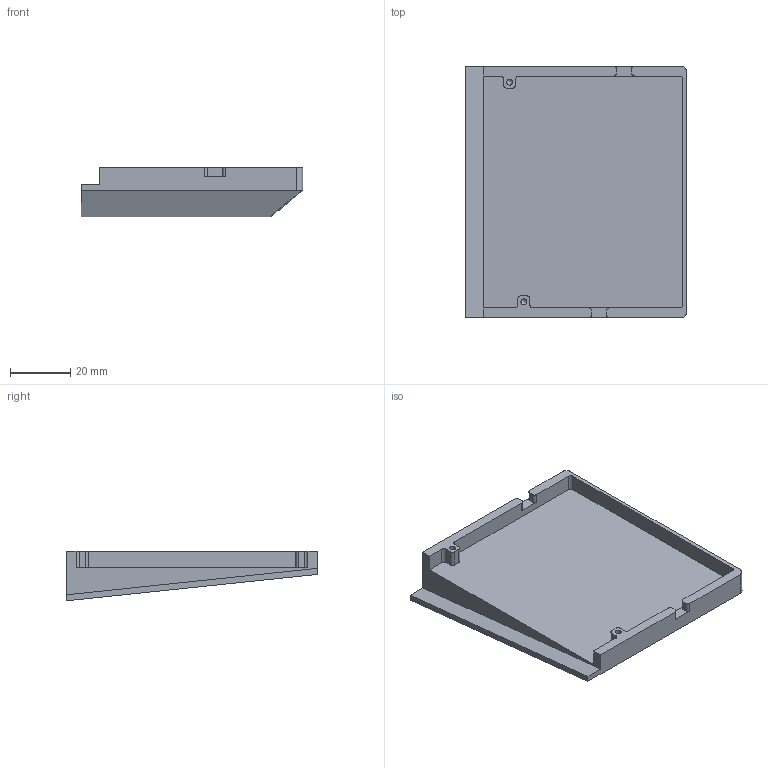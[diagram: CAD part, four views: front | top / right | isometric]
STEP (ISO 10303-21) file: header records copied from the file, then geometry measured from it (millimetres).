
FILE_DESCRIPTION(/* description */ (''),/* implementation_level */ '2;1');
FILE_NAME(/* name */ 'Bottom_Right.step',/* time_stamp */ '2021-11-27T19:11:31+01:00',/* author */ (''),/* organization */ (''),/* preprocessor_version */ 'ST-DEVELOPER v18.1',/* originating_system */ 'Autodesk Translation Framework v10.10.0.1391',/* authorisation */ '');
FILE_SCHEMA (('AUTOMOTIVE_DESIGN { 1 0 10303 214 3 1 1 }'));
Length unit declared in the file: millimetre
Products named in the file (1): Bottom_Right
Bounding box: 73.69 x 83.8 x 16.54 mm (x, y, z)
Volume: 40358.2 mm3; surface area: 16626.2 mm2
Topology: 1 solids, 1 shells, 54 faces, 156 edges, 104 vertices
Faces by surface type: plane 29, cylinder 23, cone 2
Full cylindrical faces by diameter (mm): 2 x2
Entity records: 1823 total; most frequent: CARTESIAN_POINT 320, DIRECTION 311, ORIENTED_EDGE 308, EDGE_CURVE 154, LINE 105, VECTOR 105, VERTEX_POINT 104, AXIS2_PLACEMENT_3D 103
